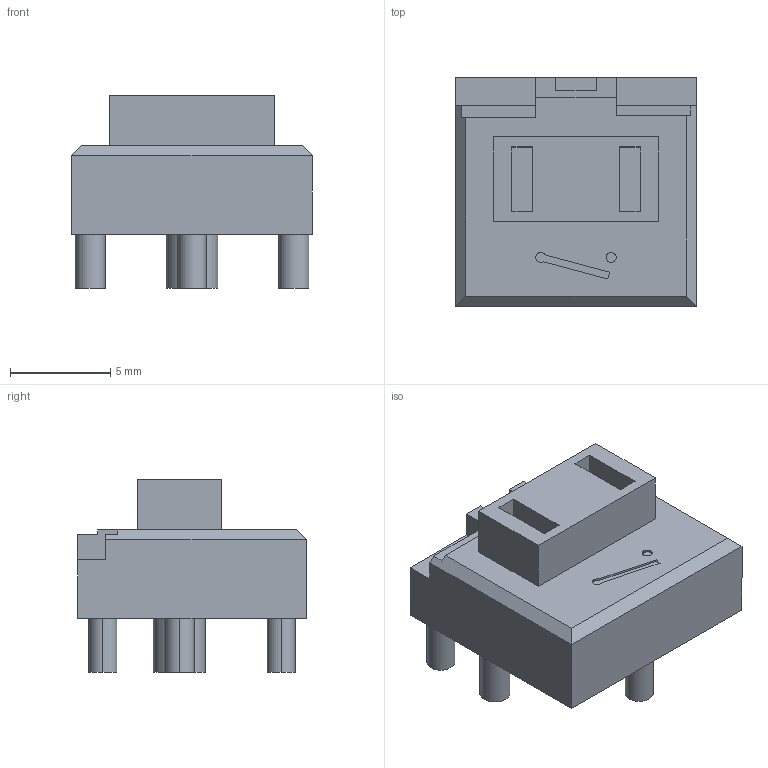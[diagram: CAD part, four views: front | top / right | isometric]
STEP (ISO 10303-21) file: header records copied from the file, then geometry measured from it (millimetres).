
FILE_DESCRIPTION (( 'STEP AP214' ), '1' );
FILE_NAME ('AF253E61-6901-432D-8696-1B77A441BA7F.STEP', '2022-12-27T07:54:24', ( '' ), ( '' ), 'SwSTEP 2.0', 'SolidWorks 2022', '' );
FILE_SCHEMA (( 'AUTOMOTIVE_DESIGN' ));
Length unit declared in the file: millimetre
Products named in the file (1): AF253E61-6901-432D-8696-1B77A441BA7F
Bounding box: 12 x 11.4 x 9.6 mm (x, y, z)
Volume: 677.9 mm3; surface area: 696.9 mm2
Topology: 1 solids, 1 shells, 70 faces, 166 edges, 110 vertices
Faces by surface type: plane 52, cylinder 18
Entity records: 2044 total; most frequent: CARTESIAN_POINT 347, DIRECTION 344, ORIENTED_EDGE 332, EDGE_CURVE 166, LINE 130, VECTOR 130, VERTEX_POINT 110, AXIS2_PLACEMENT_3D 107
